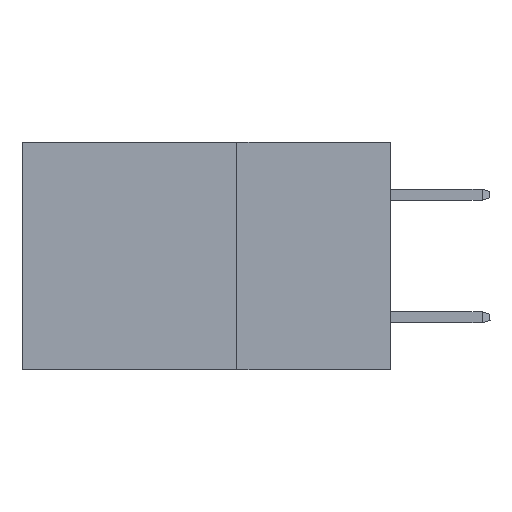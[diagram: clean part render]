
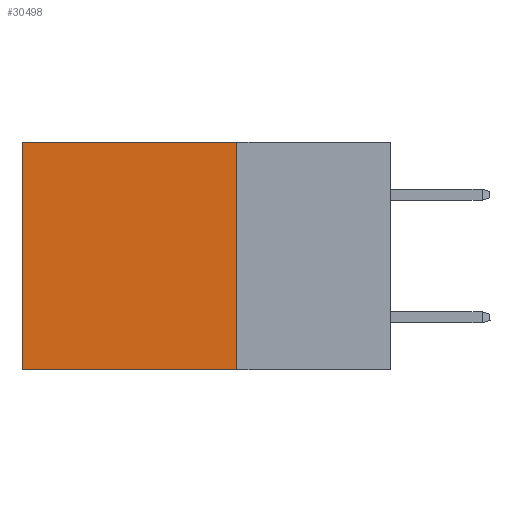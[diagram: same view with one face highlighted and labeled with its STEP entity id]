
A CAD part, left-side view. The second image highlights one B-rep face of the part: STEP entity #30498.
In plain terms, the highlighted planar face has unit normal (-1, 0, 0).
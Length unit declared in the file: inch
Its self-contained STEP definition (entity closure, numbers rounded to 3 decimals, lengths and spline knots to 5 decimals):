
#273 = VERTEX_POINT ( 'NONE', #2832 ) ;
#574 = DIRECTION ( 'NONE',  ( 0., 0., -1. ) ) ;
#1069 = EDGE_CURVE ( 'NONE', #18291, #273, #15066, .T. ) ;
#2832 = CARTESIAN_POINT ( 'NONE',  ( 0.2875, 0.6, -0.37 ) ) ;
#3483 = LINE ( 'NONE', #7297, #27921 ) ;
#4071 = VERTEX_POINT ( 'NONE', #19695 ) ;
#6421 = VECTOR ( 'NONE', #35810, 39.37008 ) ;
#7297 = CARTESIAN_POINT ( 'NONE',  ( 0.2875, 0.25, 0. ) ) ;
#11316 = CARTESIAN_POINT ( 'NONE',  ( 0.2875, 0.25, 0. ) ) ;
#13120 = CARTESIAN_POINT ( 'NONE',  ( 0.2875, 0.25, 0. ) ) ;
#13703 = DIRECTION ( 'NONE',  ( 0., 1., 0. ) ) ;
#13919 = LINE ( 'NONE', #13120, #30684 ) ;
#14740 = EDGE_LOOP ( 'NONE', ( #17896, #20494, #21900, #18913 ) ) ;
#15066 = LINE ( 'NONE', #36974, #6421 ) ;
#17896 = ORIENTED_EDGE ( 'NONE', *, *, #1069, .T. ) ;
#18135 = DIRECTION ( 'NONE',  ( 1., 0., 0. ) ) ;
#18291 = VERTEX_POINT ( 'NONE', #28330 ) ;
#18913 = ORIENTED_EDGE ( 'NONE', *, *, #39268, .T. ) ;
#19695 = CARTESIAN_POINT ( 'NONE',  ( 0.2875, 0.25, 0. ) ) ;
#20494 = ORIENTED_EDGE ( 'NONE', *, *, #33712, .F. ) ;
#21900 = ORIENTED_EDGE ( 'NONE', *, *, #28778, .F. ) ;
#22945 = AXIS2_PLACEMENT_3D ( 'NONE', #11316, #18135, #33979 ) ;
#25895 = CARTESIAN_POINT ( 'NONE',  ( 0.2875, 0.25, -0.37 ) ) ;
#26953 = LINE ( 'NONE', #25895, #30016 ) ;
#27501 = PLANE ( 'NONE',  #22945 ) ;
#27921 = VECTOR ( 'NONE', #13703, 39.37008 ) ;
#28330 = CARTESIAN_POINT ( 'NONE',  ( 0.2875, 0.6, 0. ) ) ;
#28778 = EDGE_CURVE ( 'NONE', #4071, #32626, #13919, .T. ) ;
#30016 = VECTOR ( 'NONE', #36064, 39.37008 ) ;
#30054 = CARTESIAN_POINT ( 'NONE',  ( 0.2875, 0.25, -0.37 ) ) ;
#30498 = ADVANCED_FACE ( 'NONE', ( #30518 ), #27501, .F. ) ;
#30518 = FACE_OUTER_BOUND ( 'NONE', #14740, .T. ) ;
#30684 = VECTOR ( 'NONE', #574, 39.37008 ) ;
#32626 = VERTEX_POINT ( 'NONE', #30054 ) ;
#33712 = EDGE_CURVE ( 'NONE', #32626, #273, #26953, .T. ) ;
#33979 = DIRECTION ( 'NONE',  ( 0., 0., -1. ) ) ;
#35810 = DIRECTION ( 'NONE',  ( 0., 0., -1. ) ) ;
#36064 = DIRECTION ( 'NONE',  ( 0., 1., 0. ) ) ;
#36974 = CARTESIAN_POINT ( 'NONE',  ( 0.2875, 0.6, 0. ) ) ;
#39268 = EDGE_CURVE ( 'NONE', #4071, #18291, #3483, .T. ) ;
